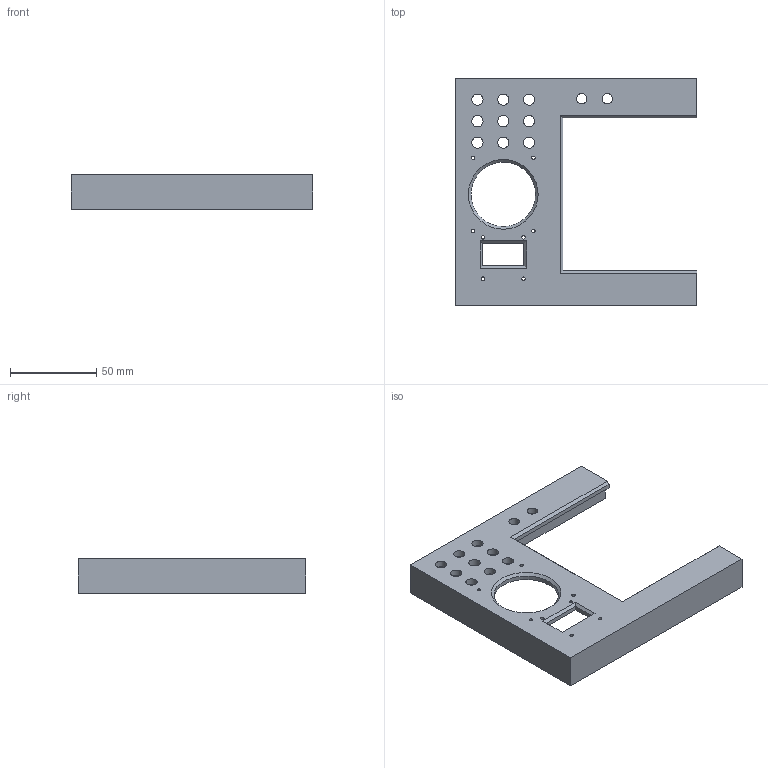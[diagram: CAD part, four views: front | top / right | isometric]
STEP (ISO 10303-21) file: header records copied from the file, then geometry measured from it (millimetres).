
FILE_DESCRIPTION(('FreeCAD Model'),'2;1');
FILE_NAME('Open CASCADE Shape Model','2025-12-25T23:22:37',(''),(''), 'Open CASCADE STEP processor 7.8','FreeCAD','Unknown');
FILE_SCHEMA(('AUTOMOTIVE_DESIGN { 1 0 10303 214 1 1 1 1 }'));
Length unit declared in the file: millimetre
Products named in the file (1): MultipartCutPocket
Bounding box: 140.5 x 132.25 x 20 mm (x, y, z)
Volume: 75206 mm3; surface area: 43552.3 mm2
Topology: 1 solids, 1 shells, 102 faces, 296 edges, 190 vertices
Faces by surface type: plane 60, cylinder 41, cone 1
Full cylindrical faces by diameter (mm): 2 x13, 3 x10, 6 x2, 6.5 x9, 37.5 x1
Entity records: 3989 total; most frequent: CARTESIAN_POINT 1132, ORIENTED_EDGE 580, DIRECTION 575, EDGE_CURVE 290, AXIS2_PLACEMENT_3D 196, VERTEX_POINT 187, LINE 183, VECTOR 183
